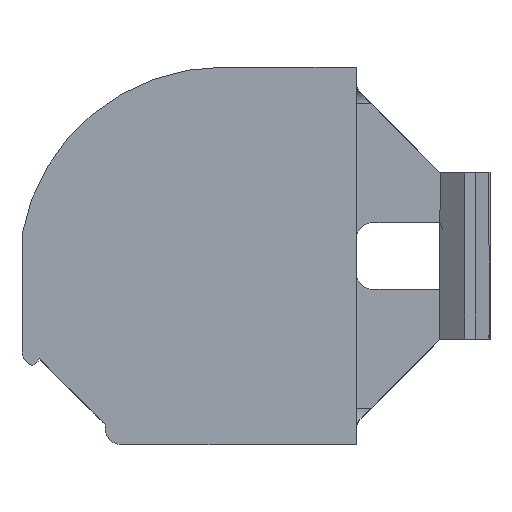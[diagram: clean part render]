
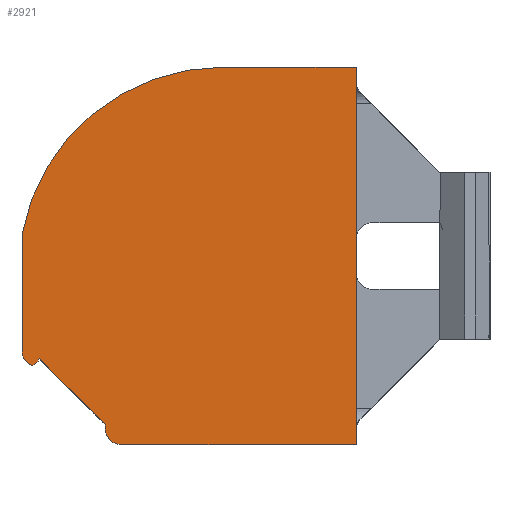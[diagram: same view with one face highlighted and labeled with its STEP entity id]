
A CAD part, front view. The second image highlights one B-rep face of the part: STEP entity #2921.
In plain terms, the highlighted planar face has unit normal (0, -1, 0).
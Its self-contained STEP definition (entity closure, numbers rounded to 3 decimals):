
#183=PLANE('',#3189);
#338=FACE_OUTER_BOUND('',#501,.T.);
#501=EDGE_LOOP('',(#2690,#2691,#2692,#2693,#2694,#2695,#2696,#2697,#2698));
#603=LINE('',#4098,#830);
#776=LINE('',#6682,#1003);
#779=LINE('',#6693,#1006);
#797=LINE('',#6739,#1024);
#799=LINE('',#6750,#1026);
#830=VECTOR('',#3271,22.6);
#1003=VECTOR('',#3858,14.023);
#1006=VECTOR('',#3869,5.577);
#1024=VECTOR('',#3931,6.95);
#1026=VECTOR('',#3949,8.);
#1092=CIRCLE('',#3154,1.);
#1094=CIRCLE('',#3158,1.);
#1095=CIRCLE('',#3161,1.);
#1100=CIRCLE('',#3176,12.2);
#1141=VERTEX_POINT('',#4095);
#1142=VERTEX_POINT('',#4097);
#1368=VERTEX_POINT('',#6676);
#1369=VERTEX_POINT('',#6677);
#1371=VERTEX_POINT('',#6686);
#1372=VERTEX_POINT('',#6687);
#1373=VERTEX_POINT('',#6692);
#1378=VERTEX_POINT('',#6729);
#1379=VERTEX_POINT('',#6731);
#1428=EDGE_CURVE('',#1141,#1142,#603,.T.);
#1785=EDGE_CURVE('',#1368,#1369,#1092,.T.);
#1788=EDGE_CURVE('',#1368,#1142,#776,.T.);
#1790=EDGE_CURVE('',#1371,#1372,#1094,.T.);
#1793=EDGE_CURVE('',#1369,#1373,#779,.T.);
#1796=EDGE_CURVE('',#1373,#1371,#1095,.T.);
#1816=EDGE_CURVE('',#1379,#1378,#1100,.T.);
#1818=EDGE_CURVE('',#1378,#1372,#797,.T.);
#1821=EDGE_CURVE('',#1379,#1141,#799,.T.);
#2690=ORIENTED_EDGE('',*,*,#1785,.F.);
#2691=ORIENTED_EDGE('',*,*,#1788,.T.);
#2692=ORIENTED_EDGE('',*,*,#1428,.F.);
#2693=ORIENTED_EDGE('',*,*,#1821,.F.);
#2694=ORIENTED_EDGE('',*,*,#1816,.T.);
#2695=ORIENTED_EDGE('',*,*,#1818,.T.);
#2696=ORIENTED_EDGE('',*,*,#1790,.F.);
#2697=ORIENTED_EDGE('',*,*,#1796,.F.);
#2698=ORIENTED_EDGE('',*,*,#1793,.F.);
#2921=ADVANCED_FACE('',(#338),#183,.T.);
#3154=AXIS2_PLACEMENT_3D('',#6678,#3852,#3853);
#3158=AXIS2_PLACEMENT_3D('',#6688,#3863,#3864);
#3161=AXIS2_PLACEMENT_3D('',#6697,#3874,#3875);
#3176=AXIS2_PLACEMENT_3D('',#6732,#3918,#3919);
#3189=AXIS2_PLACEMENT_3D('',#6749,#3947,#3948);
#3271=DIRECTION('',(0.,0.,-1.));
#3852=DIRECTION('center_axis',(0.,1.,0.));
#3853=DIRECTION('ref_axis',(-0.98,0.,0.2));
#3858=DIRECTION('',(1.,0.,0.));
#3863=DIRECTION('center_axis',(0.,1.,0.));
#3864=DIRECTION('ref_axis',(-0.417,0.,-0.909));
#3869=DIRECTION('',(-0.707,0.,0.707));
#3874=DIRECTION('center_axis',(0.,1.,0.));
#3875=DIRECTION('ref_axis',(0.831,0.,-0.556));
#3918=DIRECTION('center_axis',(0.,-1.,0.));
#3919=DIRECTION('ref_axis',(0.,0.,1.));
#3931=DIRECTION('',(0.,0.,-1.));
#3947=DIRECTION('center_axis',(0.,-1.,0.));
#3948=DIRECTION('ref_axis',(0.,0.,-1.));
#3949=DIRECTION('',(1.,0.,0.));
#4095=CARTESIAN_POINT('',(-12.319,-20.313,21.1));
#4097=CARTESIAN_POINT('',(-12.319,-20.313,-1.5));
#4098=CARTESIAN_POINT('',(-12.319,-20.313,-1.5));
#6676=CARTESIAN_POINT('',(-26.342,-20.313,-1.5));
#6677=CARTESIAN_POINT('',(-27.322,-20.313,-0.3));
#6678=CARTESIAN_POINT('Origin',(-26.342,-20.313,-0.5));
#6682=CARTESIAN_POINT('',(-27.819,-20.313,-1.5));
#6686=CARTESIAN_POINT('',(-31.737,-20.313,3.241));
#6687=CARTESIAN_POINT('',(-32.319,-20.313,4.15));
#6688=CARTESIAN_POINT('Origin',(-31.319,-20.313,4.15));
#6692=CARTESIAN_POINT('',(-31.266,-20.313,3.644));
#6693=CARTESIAN_POINT('',(-32.82,-20.313,5.198));
#6697=CARTESIAN_POINT('Origin',(-32.119,-20.313,4.165));
#6729=CARTESIAN_POINT('',(-32.319,-20.313,11.1));
#6731=CARTESIAN_POINT('',(-20.319,-20.313,21.1));
#6732=CARTESIAN_POINT('Origin',(-20.319,-20.313,8.9));
#6739=CARTESIAN_POINT('',(-32.319,-20.313,11.1));
#6749=CARTESIAN_POINT('Origin',(-20.319,-20.313,21.1));
#6750=CARTESIAN_POINT('',(-20.319,-20.313,21.1));
